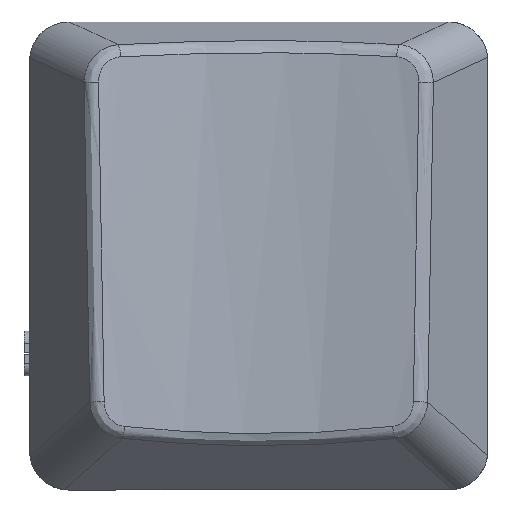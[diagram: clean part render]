
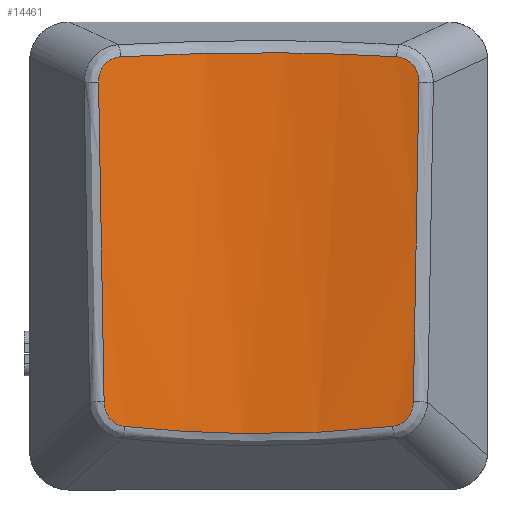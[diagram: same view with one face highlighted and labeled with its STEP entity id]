
A CAD part, top view. The second image highlights one B-rep face of the part: STEP entity #14461.
In plain terms, the highlighted cylindrical face has radius 25 mm (diameter 50 mm), a partial arc.
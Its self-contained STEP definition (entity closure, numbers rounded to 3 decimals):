
#18=(
BOUNDED_CURVE()
B_SPLINE_CURVE(3,(#22302,#22303,#22304,#22305,#22306,#22307,#22308),
 .UNSPECIFIED.,.F.,.F.)
B_SPLINE_CURVE_WITH_KNOTS((4,1,1,1,4),(0.143,0.488,
0.838,1.182,1.514),.UNSPECIFIED.)
CURVE()
GEOMETRIC_REPRESENTATION_ITEM()
RATIONAL_B_SPLINE_CURVE((1.,1.,1.,1.,1.,1.,
1.))
REPRESENTATION_ITEM('')
);
#19=(
BOUNDED_CURVE()
B_SPLINE_CURVE(3,(#22316,#22317,#22318,#22319,#22320,#22321,#22322),
 .UNSPECIFIED.,.F.,.F.)
B_SPLINE_CURVE_WITH_KNOTS((4,1,1,1,4),(0.076,0.409,
0.752,1.102,1.448),.UNSPECIFIED.)
CURVE()
GEOMETRIC_REPRESENTATION_ITEM()
RATIONAL_B_SPLINE_CURVE((1.,1.,1.,1.,1.,1.,
1.))
REPRESENTATION_ITEM('')
);
#20=(
BOUNDED_CURVE()
B_SPLINE_CURVE(3,(#22326,#22327,#22328,#22329,#22330,#22331,#22332),
 .UNSPECIFIED.,.F.,.F.)
B_SPLINE_CURVE_WITH_KNOTS((4,1,1,1,4),(0.095,0.449,
0.82,1.193,1.556),.UNSPECIFIED.)
CURVE()
GEOMETRIC_REPRESENTATION_ITEM()
RATIONAL_B_SPLINE_CURVE((1.,1.,1.,1.,1.,1.,
1.))
REPRESENTATION_ITEM('')
);
#21=(
BOUNDED_CURVE()
B_SPLINE_CURVE(3,(#22334,#22335,#22336,#22337,#22338),.UNSPECIFIED.,.F.,
 .F.)
B_SPLINE_CURVE_WITH_KNOTS((4,1,4),(-0.111,5.314,10.738),
 .UNSPECIFIED.)
CURVE()
GEOMETRIC_REPRESENTATION_ITEM()
RATIONAL_B_SPLINE_CURVE((1.,1.,1.,1.,1.))
REPRESENTATION_ITEM('')
);
#22=(
BOUNDED_CURVE()
B_SPLINE_CURVE(3,(#22340,#22341,#22342,#22343,#22344,#22345,#22346),
 .UNSPECIFIED.,.F.,.F.)
B_SPLINE_CURVE_WITH_KNOTS((4,1,1,1,4),(0.103,0.467,
0.84,1.21,1.565),.UNSPECIFIED.)
CURVE()
GEOMETRIC_REPRESENTATION_ITEM()
RATIONAL_B_SPLINE_CURVE((1.,1.,1.,1.,1.,1.,1.))
REPRESENTATION_ITEM('')
);
#115=ELLIPSE('',#15491,2243.648,51.849);
#116=ELLIPSE('',#15492,2243.705,51.851);
#1438=FACE_OUTER_BOUND('',#2282,.T.);
#2282=EDGE_LOOP('',(#10961,#10962,#10963,#10964,#10965,#10966,#10967,#10968));
#6203=B_SPLINE_CURVE_WITH_KNOTS('',3,(#22310,#22311,#22312,#22313,#22314),
 .UNSPECIFIED.,.F.,.F.,(4,1,4),(-0.081,5.193,10.467),
 .UNSPECIFIED.);
#6670=VERTEX_POINT('',#22300);
#6671=VERTEX_POINT('',#22301);
#6672=VERTEX_POINT('',#22309);
#6673=VERTEX_POINT('',#22315);
#6674=VERTEX_POINT('',#22323);
#6675=VERTEX_POINT('',#22325);
#6676=VERTEX_POINT('',#22333);
#6677=VERTEX_POINT('',#22339);
#8251=EDGE_CURVE('',#6670,#6671,#18,.T.);
#8252=EDGE_CURVE('',#6672,#6671,#6203,.T.);
#8253=EDGE_CURVE('',#6672,#6673,#19,.T.);
#8254=EDGE_CURVE('',#6673,#6674,#115,.T.);
#8255=EDGE_CURVE('',#6674,#6675,#20,.T.);
#8256=EDGE_CURVE('',#6676,#6675,#21,.T.);
#8257=EDGE_CURVE('',#6676,#6677,#22,.T.);
#8258=EDGE_CURVE('',#6677,#6670,#116,.T.);
#10961=ORIENTED_EDGE('',*,*,#8251,.T.);
#10962=ORIENTED_EDGE('',*,*,#8252,.F.);
#10963=ORIENTED_EDGE('',*,*,#8253,.T.);
#10964=ORIENTED_EDGE('',*,*,#8254,.T.);
#10965=ORIENTED_EDGE('',*,*,#8255,.T.);
#10966=ORIENTED_EDGE('',*,*,#8256,.F.);
#10967=ORIENTED_EDGE('',*,*,#8257,.T.);
#10968=ORIENTED_EDGE('',*,*,#8258,.T.);
#14123=CYLINDRICAL_SURFACE('',#15490,25.);
#14461=ADVANCED_FACE('',(#1438),#14123,.F.);
#15490=AXIS2_PLACEMENT_3D('',#22299,#17494,#17495);
#15491=AXIS2_PLACEMENT_3D('',#22324,#17496,#17497);
#15492=AXIS2_PLACEMENT_3D('',#22347,#17498,#17499);
#17494=DIRECTION('center_axis',(0.,0.999,
0.035));
#17495=DIRECTION('ref_axis',(0.25,0.034,-0.968));
#17496=DIRECTION('center_axis',(-0.866,0.,
0.5));
#17497=DIRECTION('ref_axis',(-0.012,-1.,-0.022));
#17498=DIRECTION('center_axis',(0.866,0.,
0.5));
#17499=DIRECTION('ref_axis',(0.012,-1.,-0.022));
#22299=CARTESIAN_POINT('Origin',(0.,-1.357,
32.08));
#22300=CARTESIAN_POINT('',(5.915,5.581,8.018));
#22301=CARTESIAN_POINT('',(5.126,6.525,7.872));
#22302=CARTESIAN_POINT('Ctrl Pts',(5.915,5.581,8.018));
#22303=CARTESIAN_POINT('Ctrl Pts',(5.913,5.696,8.021));
#22304=CARTESIAN_POINT('Ctrl Pts',(5.874,5.928,8.02));
#22305=CARTESIAN_POINT('Ctrl Pts',(5.707,6.235,7.99));
#22306=CARTESIAN_POINT('Ctrl Pts',(5.444,6.451,7.937));
#22307=CARTESIAN_POINT('Ctrl Pts',(5.232,6.514,7.894));
#22308=CARTESIAN_POINT('Ctrl Pts',(5.126,6.525,7.872));
#22309=CARTESIAN_POINT('',(-5.126,6.525,7.872));
#22310=CARTESIAN_POINT('Ctrl Pts',(-5.126,6.525,7.872));
#22311=CARTESIAN_POINT('Ctrl Pts',(-3.447,6.707,7.526));
#22312=CARTESIAN_POINT('Ctrl Pts',(0.,6.892,
7.173));
#22313=CARTESIAN_POINT('Ctrl Pts',(3.447,6.707,7.526));
#22314=CARTESIAN_POINT('Ctrl Pts',(5.126,6.525,7.872));
#22315=CARTESIAN_POINT('',(-5.915,5.581,8.018));
#22316=CARTESIAN_POINT('Ctrl Pts',(-5.126,6.525,7.872));
#22317=CARTESIAN_POINT('Ctrl Pts',(-5.232,6.514,7.894));
#22318=CARTESIAN_POINT('Ctrl Pts',(-5.444,6.451,7.937));
#22319=CARTESIAN_POINT('Ctrl Pts',(-5.707,6.235,7.99));
#22320=CARTESIAN_POINT('Ctrl Pts',(-5.874,5.928,8.02));
#22321=CARTESIAN_POINT('Ctrl Pts',(-5.913,5.696,8.021));
#22322=CARTESIAN_POINT('Ctrl Pts',(-5.915,5.581,8.018));
#22323=CARTESIAN_POINT('',(-6.126,-6.648,7.643));
#22324=CARTESIAN_POINT('Origin',(7.007,-876.393,29.795));
#22325=CARTESIAN_POINT('',(-5.275,-7.613,7.41));
#22326=CARTESIAN_POINT('Ctrl Pts',(-6.126,-6.648,
7.643));
#22327=CARTESIAN_POINT('Ctrl Pts',(-6.128,-6.766,
7.639));
#22328=CARTESIAN_POINT('Ctrl Pts',(-6.093,-7.008,
7.622));
#22329=CARTESIAN_POINT('Ctrl Pts',(-5.913,-7.328,
7.566));
#22330=CARTESIAN_POINT('Ctrl Pts',(-5.623,-7.548,
7.489));
#22331=CARTESIAN_POINT('Ctrl Pts',(-5.391,-7.606,
7.435));
#22332=CARTESIAN_POINT('Ctrl Pts',(-5.275,-7.613,
7.41));
#22333=CARTESIAN_POINT('',(5.275,-7.613,7.41));
#22334=CARTESIAN_POINT('Ctrl Pts',(5.275,-7.613,7.41));
#22335=CARTESIAN_POINT('Ctrl Pts',(3.545,-7.716,7.033));
#22336=CARTESIAN_POINT('Ctrl Pts',(0.,-7.821,
6.649));
#22337=CARTESIAN_POINT('Ctrl Pts',(-3.545,-7.716,
7.033));
#22338=CARTESIAN_POINT('Ctrl Pts',(-5.275,-7.613,
7.41));
#22339=CARTESIAN_POINT('',(6.126,-6.648,7.643));
#22340=CARTESIAN_POINT('Ctrl Pts',(5.275,-7.613,7.41));
#22341=CARTESIAN_POINT('Ctrl Pts',(5.391,-7.606,7.435));
#22342=CARTESIAN_POINT('Ctrl Pts',(5.623,-7.548,7.489));
#22343=CARTESIAN_POINT('Ctrl Pts',(5.913,-7.328,7.566));
#22344=CARTESIAN_POINT('Ctrl Pts',(6.093,-7.008,7.622));
#22345=CARTESIAN_POINT('Ctrl Pts',(6.128,-6.766,7.639));
#22346=CARTESIAN_POINT('Ctrl Pts',(6.126,-6.648,7.643));
#22347=CARTESIAN_POINT('Origin',(-7.007,-876.432,29.796));
